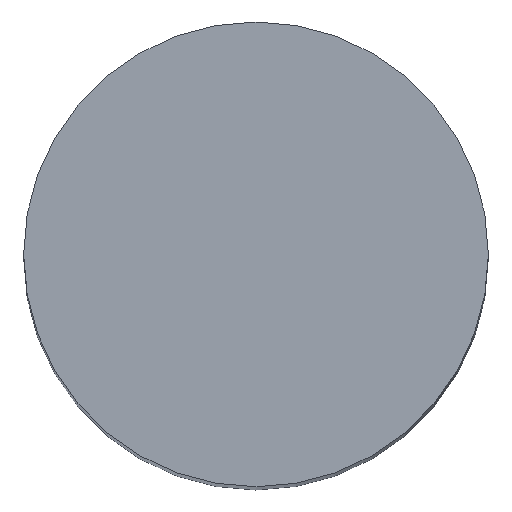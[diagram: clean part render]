
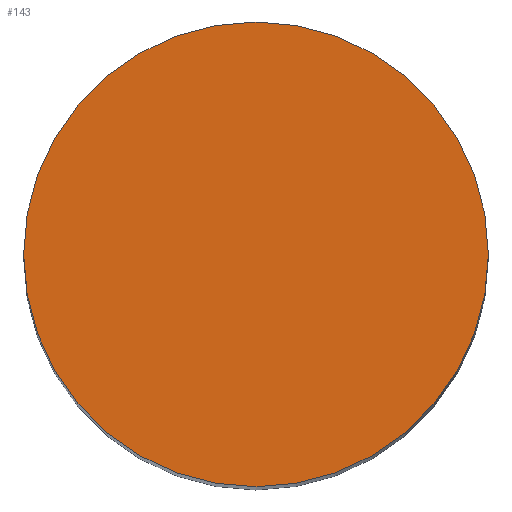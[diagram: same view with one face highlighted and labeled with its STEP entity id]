
A CAD part, top view. The second image highlights one B-rep face of the part: STEP entity #143.
In plain terms, the highlighted planar face has unit normal (0, 0, 1).
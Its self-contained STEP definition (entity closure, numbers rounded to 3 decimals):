
#4 = EDGE_CURVE ( 'NONE', #20, #21, #87, .T. ) ;
#7 = EDGE_LOOP ( 'NONE', ( #114, #139 ) ) ;
#20 = VERTEX_POINT ( 'NONE', #31 ) ;
#21 = VERTEX_POINT ( 'NONE', #144 ) ;
#28 = AXIS2_PLACEMENT_3D ( 'NONE', #57, #103, #104 ) ;
#31 = CARTESIAN_POINT ( 'NONE',  ( 0., -25., 200. ) ) ;
#32 = DIRECTION ( 'NONE',  ( 0., -1., 0. ) ) ;
#36 = CIRCLE ( 'NONE', #112, 25. ) ;
#42 = AXIS2_PLACEMENT_3D ( 'NONE', #102, #155, #32 ) ;
#57 = CARTESIAN_POINT ( 'NONE',  ( 0., 0., 200. ) ) ;
#61 = DIRECTION ( 'NONE',  ( 0., 0., 1. ) ) ;
#68 = FACE_OUTER_BOUND ( 'NONE', #7, .T. ) ;
#82 = CARTESIAN_POINT ( 'NONE',  ( 0., 0., 200. ) ) ;
#87 = CIRCLE ( 'NONE', #28, 25. ) ;
#89 = DIRECTION ( 'NONE',  ( 0., -1., 0. ) ) ;
#102 = CARTESIAN_POINT ( 'NONE',  ( 0., 0., 200. ) ) ;
#103 = DIRECTION ( 'NONE',  ( 0., 0., 1. ) ) ;
#104 = DIRECTION ( 'NONE',  ( 0., -1., 0. ) ) ;
#112 = AXIS2_PLACEMENT_3D ( 'NONE', #82, #61, #89 ) ;
#114 = ORIENTED_EDGE ( 'NONE', *, *, #174, .T. ) ;
#131 = PLANE ( 'NONE',  #42 ) ;
#139 = ORIENTED_EDGE ( 'NONE', *, *, #4, .T. ) ;
#143 = ADVANCED_FACE ( 'NONE', ( #68 ), #131, .T. ) ;
#144 = CARTESIAN_POINT ( 'NONE',  ( 0., 25., 200. ) ) ;
#155 = DIRECTION ( 'NONE',  ( 0., 0., 1. ) ) ;
#174 = EDGE_CURVE ( 'NONE', #21, #20, #36, .T. ) ;
